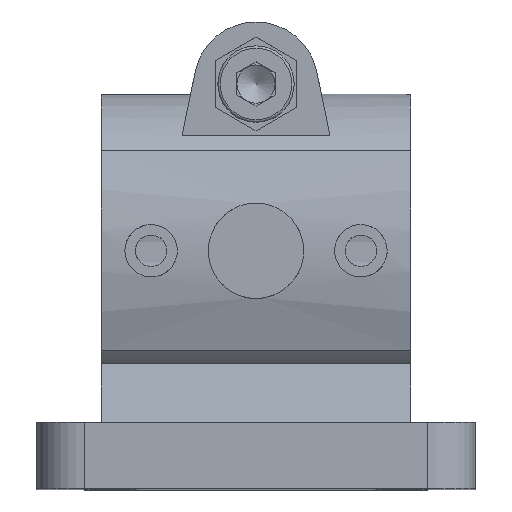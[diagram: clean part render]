
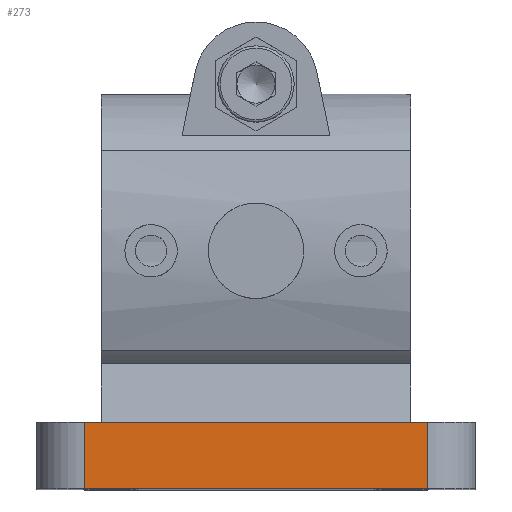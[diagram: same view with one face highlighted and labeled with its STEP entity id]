
A CAD part, top view. The second image highlights one B-rep face of the part: STEP entity #273.
In plain terms, the highlighted planar face has unit normal (0, 0, 1).
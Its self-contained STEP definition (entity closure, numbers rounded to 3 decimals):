
#273 = ADVANCED_FACE( '', ( #603 ), #604, .F. );
#603 = FACE_OUTER_BOUND( '', #1036, .T. );
#604 = PLANE( '', #1037 );
#1036 = EDGE_LOOP( '', ( #1623, #1624, #1625, #1626 ) );
#1037 = AXIS2_PLACEMENT_3D( '', #1627, #1628, #1629 );
#1623 = ORIENTED_EDGE( '', *, *, #2571, .T. );
#1624 = ORIENTED_EDGE( '', *, *, #2572, .F. );
#1625 = ORIENTED_EDGE( '', *, *, #2573, .F. );
#1626 = ORIENTED_EDGE( '', *, *, #2574, .T. );
#1627 = CARTESIAN_POINT( '', ( -36., 14., 65. ) );
#1628 = DIRECTION( '', ( 0., 0., -1. ) );
#1629 = DIRECTION( '', ( -1., 0., 0. ) );
#2571 = EDGE_CURVE( '', #3087, #3088, #3089, .T. );
#2572 = EDGE_CURVE( '', #3090, #3088, #3091, .T. );
#2573 = EDGE_CURVE( '', #3092, #3090, #3093, .T. );
#2574 = EDGE_CURVE( '', #3092, #3087, #3094, .T. );
#3087 = VERTEX_POINT( '', #3910 );
#3088 = VERTEX_POINT( '', #3911 );
#3089 = LINE( '', #3912, #3913 );
#3090 = VERTEX_POINT( '', #3914 );
#3091 = LINE( '', #3915, #3916 );
#3092 = VERTEX_POINT( '', #3917 );
#3093 = LINE( '', #3918, #3919 );
#3094 = LINE( '', #3920, #3921 );
#3910 = CARTESIAN_POINT( '', ( -36., 0., 65. ) );
#3911 = CARTESIAN_POINT( '', ( 36., 0., 65. ) );
#3912 = CARTESIAN_POINT( '', ( -36., 0., 65. ) );
#3913 = VECTOR( '', #4852, 1000. );
#3914 = CARTESIAN_POINT( '', ( 36., 14., 65. ) );
#3915 = CARTESIAN_POINT( '', ( 36., 14., 65. ) );
#3916 = VECTOR( '', #4853, 1000. );
#3917 = CARTESIAN_POINT( '', ( -36., 14., 65. ) );
#3918 = CARTESIAN_POINT( '', ( -36., 14., 65. ) );
#3919 = VECTOR( '', #4854, 1000. );
#3920 = CARTESIAN_POINT( '', ( -36., 14., 65. ) );
#3921 = VECTOR( '', #4855, 1000. );
#4852 = DIRECTION( '', ( 1., 0., 0. ) );
#4853 = DIRECTION( '', ( 0., -1., 0. ) );
#4854 = DIRECTION( '', ( 1., 0., 0. ) );
#4855 = DIRECTION( '', ( 0., -1., 0. ) );
